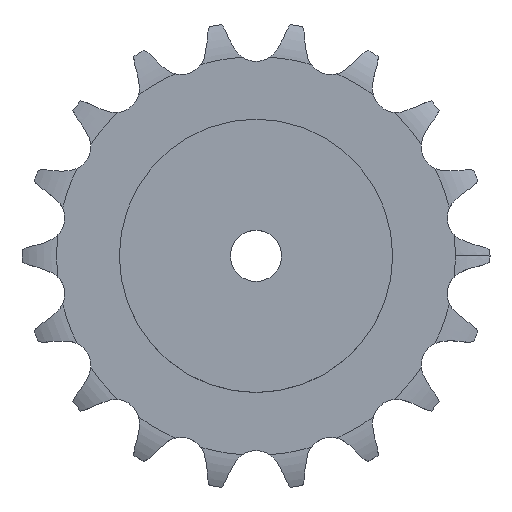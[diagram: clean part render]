
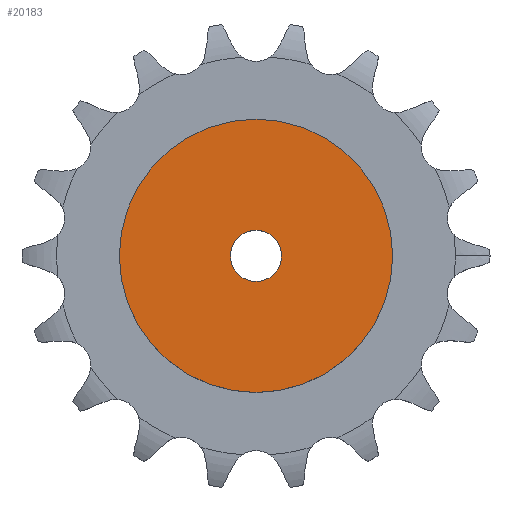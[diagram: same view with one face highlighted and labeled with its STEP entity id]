
A CAD part, top view. The second image highlights one B-rep face of the part: STEP entity #20183.
In plain terms, the highlighted planar face has unit normal (0, 0, 1).
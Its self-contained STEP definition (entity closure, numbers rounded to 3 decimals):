
#2748 = CYLINDRICAL_SURFACE('',#2749,80.);
#2749 = AXIS2_PLACEMENT_3D('',#2750,#2751,#2752);
#2750 = CARTESIAN_POINT('',(0.,0.,0.));
#2751 = DIRECTION('',(-0.,-0.,-1.));
#2752 = DIRECTION('',(1.,0.,0.));
#12952 = VERTEX_POINT('',#12953);
#12953 = CARTESIAN_POINT('',(80.,0.,75.));
#12974 = EDGE_CURVE('',#12952,#12952,#12975,.T.);
#12975 = SURFACE_CURVE('',#12976,(#12981,#12988),.PCURVE_S1.);
#12976 = CIRCLE('',#12977,80.);
#12977 = AXIS2_PLACEMENT_3D('',#12978,#12979,#12980);
#12978 = CARTESIAN_POINT('',(0.,0.,75.));
#12979 = DIRECTION('',(0.,0.,1.));
#12980 = DIRECTION('',(1.,0.,0.));
#12981 = PCURVE('',#2748,#12982);
#12982 = DEFINITIONAL_REPRESENTATION('',(#12983),#12987);
#12983 = LINE('',#12984,#12985);
#12984 = CARTESIAN_POINT('',(-0.,-75.));
#12985 = VECTOR('',#12986,1.);
#12986 = DIRECTION('',(-1.,0.));
#12987 = ( GEOMETRIC_REPRESENTATION_CONTEXT(2) 
PARAMETRIC_REPRESENTATION_CONTEXT() REPRESENTATION_CONTEXT('2D SPACE',''
  ) );
#12988 = PCURVE('',#12989,#12994);
#12989 = PLANE('',#12990);
#12990 = AXIS2_PLACEMENT_3D('',#12991,#12992,#12993);
#12991 = CARTESIAN_POINT('',(0.,0.,75.)
  );
#12992 = DIRECTION('',(0.,0.,1.));
#12993 = DIRECTION('',(1.,0.,0.));
#12994 = DEFINITIONAL_REPRESENTATION('',(#12995),#12999);
#12995 = CIRCLE('',#12996,80.);
#12996 = AXIS2_PLACEMENT_2D('',#12997,#12998);
#12997 = CARTESIAN_POINT('',(0.,0.));
#12998 = DIRECTION('',(1.,0.));
#12999 = ( GEOMETRIC_REPRESENTATION_CONTEXT(2) 
PARAMETRIC_REPRESENTATION_CONTEXT() REPRESENTATION_CONTEXT('2D SPACE',''
  ) );
#17272 = CYLINDRICAL_SURFACE('',#17273,15.);
#17273 = AXIS2_PLACEMENT_3D('',#17274,#17275,#17276);
#17274 = CARTESIAN_POINT('',(0.,0.,430.595));
#17275 = DIRECTION('',(0.,0.,1.));
#17276 = DIRECTION('',(1.,0.,0.));
#20183 = ADVANCED_FACE('',(#20184,#20187),#12989,.T.);
#20184 = FACE_BOUND('',#20185,.T.);
#20185 = EDGE_LOOP('',(#20186));
#20186 = ORIENTED_EDGE('',*,*,#12974,.T.);
#20187 = FACE_BOUND('',#20188,.T.);
#20188 = EDGE_LOOP('',(#20189));
#20189 = ORIENTED_EDGE('',*,*,#20190,.F.);
#20190 = EDGE_CURVE('',#20191,#20191,#20193,.T.);
#20191 = VERTEX_POINT('',#20192);
#20192 = CARTESIAN_POINT('',(15.,0.,75.));
#20193 = SURFACE_CURVE('',#20194,(#20199,#20206),.PCURVE_S1.);
#20194 = CIRCLE('',#20195,15.);
#20195 = AXIS2_PLACEMENT_3D('',#20196,#20197,#20198);
#20196 = CARTESIAN_POINT('',(0.,0.,75.));
#20197 = DIRECTION('',(0.,0.,1.));
#20198 = DIRECTION('',(1.,0.,0.));
#20199 = PCURVE('',#12989,#20200);
#20200 = DEFINITIONAL_REPRESENTATION('',(#20201),#20205);
#20201 = CIRCLE('',#20202,15.);
#20202 = AXIS2_PLACEMENT_2D('',#20203,#20204);
#20203 = CARTESIAN_POINT('',(0.,0.));
#20204 = DIRECTION('',(1.,0.));
#20205 = ( GEOMETRIC_REPRESENTATION_CONTEXT(2) 
PARAMETRIC_REPRESENTATION_CONTEXT() REPRESENTATION_CONTEXT('2D SPACE',''
  ) );
#20206 = PCURVE('',#17272,#20207);
#20207 = DEFINITIONAL_REPRESENTATION('',(#20208),#20212);
#20208 = LINE('',#20209,#20210);
#20209 = CARTESIAN_POINT('',(0.,-355.595));
#20210 = VECTOR('',#20211,1.);
#20211 = DIRECTION('',(1.,0.));
#20212 = ( GEOMETRIC_REPRESENTATION_CONTEXT(2) 
PARAMETRIC_REPRESENTATION_CONTEXT() REPRESENTATION_CONTEXT('2D SPACE',''
  ) );
